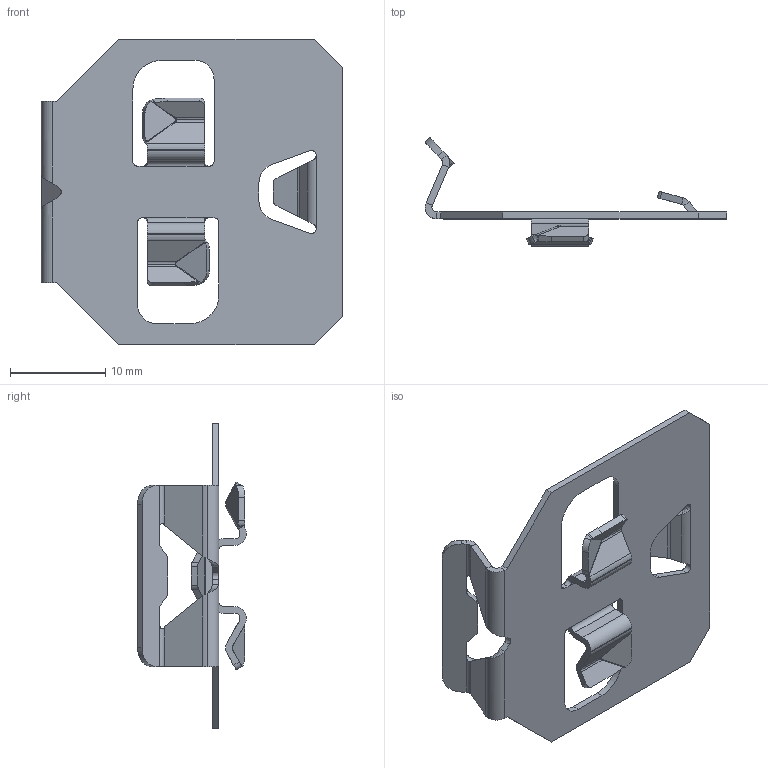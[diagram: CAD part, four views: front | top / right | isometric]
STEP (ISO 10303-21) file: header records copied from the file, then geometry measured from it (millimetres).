
FILE_DESCRIPTION (( 'STEP AP214' ), '1' );
FILE_NAME ('6062284.stp', '2016-12-06T08:40:07', ( '' ), ( '' ), 'SwSTEP 2.0', 'SolidWorks 2016', '' );
FILE_SCHEMA (( 'AUTOMOTIVE_DESIGN' ));
Length unit declared in the file: millimetre
Products named in the file (1): 6062284
Bounding box: 31.62 x 11.42 x 32 mm (x, y, z)
Volume: 681.2 mm3; surface area: 2158.8 mm2
Topology: 1 solids, 1 shells, 188 faces, 490 edges, 302 vertices
Faces by surface type: plane 83, cylinder 65, bspline 40
Entity records: 6233 total; most frequent: CARTESIAN_POINT 1975, ORIENTED_EDGE 980, DIRECTION 758, EDGE_CURVE 490, VERTEX_POINT 302, LINE 272, VECTOR 272, AXIS2_PLACEMENT_3D 243
